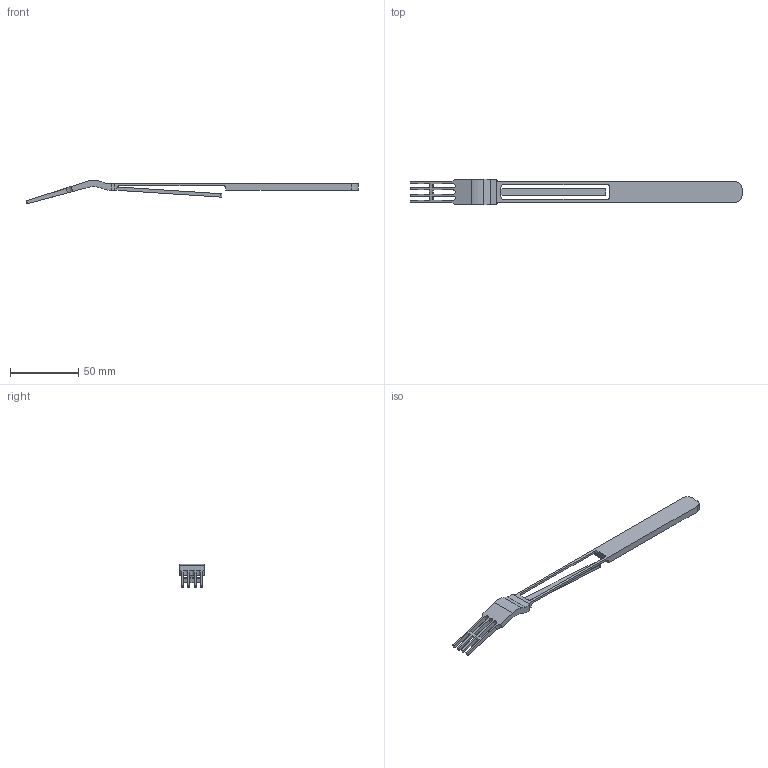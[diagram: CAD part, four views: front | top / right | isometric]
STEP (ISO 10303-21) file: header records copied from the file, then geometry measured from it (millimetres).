
FILE_DESCRIPTION(/* description */ ('','CAx-IF Rec.Pracs.---Representation and Presentation of Product Manufacturing Information (PMI)---4.0---2014-10-13'),/* implementation_level */ '2;1');
FILE_NAME(/* name */ 'Competition Product.step',/* time_stamp */ '2025-03-19T16:15:01Z',/* author */ (''),/* organization */ (''),/* preprocessor_version */ 'ST-DEVELOPER v20',/* originating_system */ 'Autodesk Translation Framework v13.20.0.188',/* authorisation */ '');
FILE_SCHEMA (('AP242_MANAGED_MODEL_BASED_3D_ENGINEERING_MIM_LF { 1 0 10303 442 1 1 4 }'));
Length unit declared in the file: millimetre
Products named in the file (4): Stainless Steel; Head; Body; Component5
Assembly tree (3 placements, depth 3):
  Stainless Steel
    Head
      Body
      Component5
Bounding box: 243.83 x 18.8 x 17.47 mm (x, y, z)
Volume: 12317.1 mm3; surface area: 9458.6 mm2
Topology: 2 solids, 2 shells, 83 faces, 234 edges, 154 vertices
Faces by surface type: plane 49, cylinder 34
Entity records: 2805 total; most frequent: DIRECTION 478, CARTESIAN_POINT 478, ORIENTED_EDGE 468, EDGE_CURVE 234, LINE 170, VECTOR 170, VERTEX_POINT 154, AXIS2_PLACEMENT_3D 154
